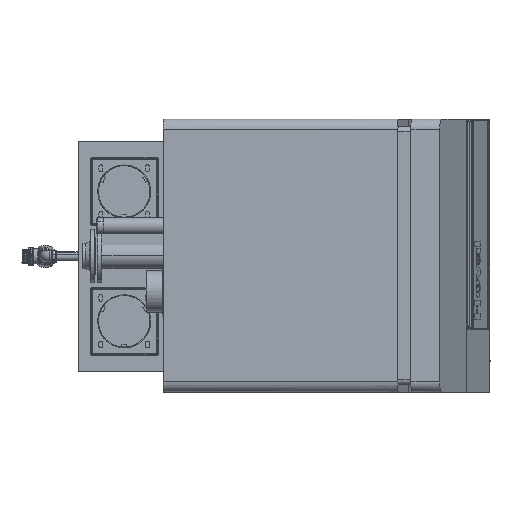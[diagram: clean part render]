
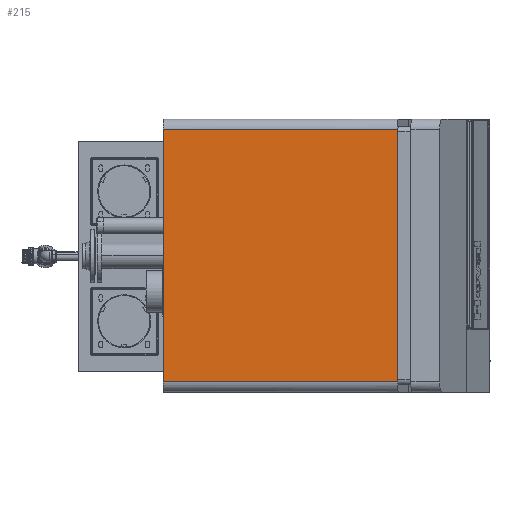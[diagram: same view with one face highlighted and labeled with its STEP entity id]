
A CAD part, top view. The second image highlights one B-rep face of the part: STEP entity #215.
In plain terms, the highlighted planar face has unit normal (0, 0, 1).
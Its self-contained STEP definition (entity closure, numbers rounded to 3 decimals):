
#78=CARTESIAN_POINT('Vertex',(-136.92,379.,1565.)) ;
#94=CARTESIAN_POINT('Vertex',(-840.,379.,1565.)) ;
#97=CARTESIAN_POINT('Line Origine',(-420.,379.,1565.)) ;
#121=CARTESIAN_POINT('Line Origine',(-136.92,0.,1565.)) ;
#125=CARTESIAN_POINT('Vertex',(-136.92,-379.,1565.)) ;
#192=CARTESIAN_POINT('Axis2P3D Location',(-840.,0.,1565.)) ;
#197=CARTESIAN_POINT('Line Origine',(-840.,0.,1565.)) ;
#201=CARTESIAN_POINT('Vertex',(-840.,-379.,1565.)) ;
#204=CARTESIAN_POINT('Line Origine',(-488.46,-379.,1565.)) ;
#98=DIRECTION('Vector Direction',(1.,0.,0.)) ;
#122=DIRECTION('Vector Direction',(0.,1.,0.)) ;
#193=DIRECTION('Axis2P3D Direction',(0.,0.,1.)) ;
#194=DIRECTION('Axis2P3D XDirection',(1.,0.,0.)) ;
#198=DIRECTION('Vector Direction',(0.,1.,0.)) ;
#205=DIRECTION('Vector Direction',(1.,0.,0.)) ;
#195=AXIS2_PLACEMENT_3D('Plane Axis2P3D',#192,#193,#194) ;
#210=ORIENTED_EDGE('',*,*,#127,.T.) ;
#211=ORIENTED_EDGE('',*,*,#101,.F.) ;
#212=ORIENTED_EDGE('',*,*,#203,.F.) ;
#213=ORIENTED_EDGE('',*,*,#208,.T.) ;
#99=VECTOR('Line Direction',#98,1.) ;
#123=VECTOR('Line Direction',#122,1.) ;
#199=VECTOR('Line Direction',#198,1.) ;
#206=VECTOR('Line Direction',#205,1.) ;
#215=ADVANCED_FACE('Hauptk\X2\00F6\X0\rper',(#214),#196,.T.) ;
#101=EDGE_CURVE('',#95,#79,#100,.T.) ;
#127=EDGE_CURVE('',#126,#79,#124,.T.) ;
#203=EDGE_CURVE('',#202,#95,#200,.T.) ;
#208=EDGE_CURVE('',#202,#126,#207,.T.) ;
#209=EDGE_LOOP('',(#210,#211,#212,#213)) ;
#214=FACE_OUTER_BOUND('',#209,.T.) ;
#100=LINE('Line',#97,#99) ;
#124=LINE('Line',#121,#123) ;
#200=LINE('Line',#197,#199) ;
#207=LINE('Line',#204,#206) ;
#196=PLANE('',#195) ;
#79=VERTEX_POINT('',#78) ;
#95=VERTEX_POINT('',#94) ;
#126=VERTEX_POINT('',#125) ;
#202=VERTEX_POINT('',#201) ;
